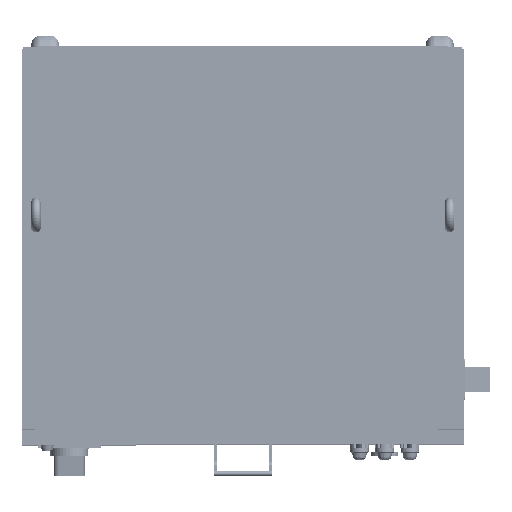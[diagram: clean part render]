
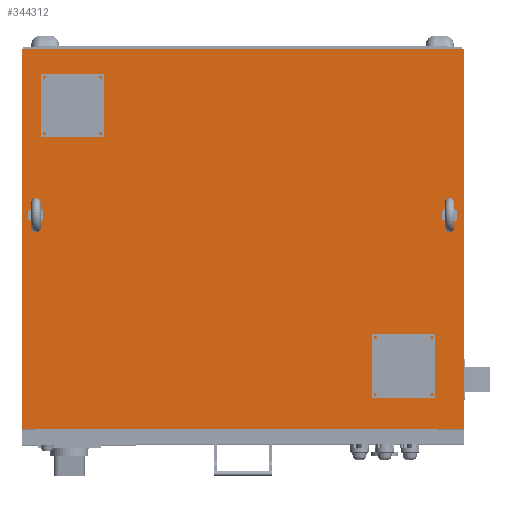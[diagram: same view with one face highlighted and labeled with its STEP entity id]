
A CAD part, top view. The second image highlights one B-rep face of the part: STEP entity #344312.
In plain terms, the highlighted planar face has unit normal (0, 0, 1).
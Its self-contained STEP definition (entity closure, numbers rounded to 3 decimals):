
#2341 = CARTESIAN_POINT ( 'NONE',  ( 295., -463., 1070. ) ) ;
#3675 = PLANE ( 'NONE',  #263634 ) ;
#4365 = EDGE_CURVE ( 'NONE', #96332, #237236, #293640, .T. ) ;
#11433 = CARTESIAN_POINT ( 'NONE',  ( -350., 0., 1070. ) ) ;
#17084 = ORIENTED_EDGE ( 'NONE', *, *, #64910, .T. ) ;
#23448 = EDGE_CURVE ( 'NONE', #204290, #230808, #178787, .T. ) ;
#28671 = CARTESIAN_POINT ( 'NONE',  ( 295., 0., 1070. ) ) ;
#30359 = ORIENTED_EDGE ( 'NONE', *, *, #66238, .T. ) ;
#34239 = VECTOR ( 'NONE', #339267, 1000. ) ;
#39801 = LINE ( 'NONE', #197759, #284614 ) ;
#40966 = LINE ( 'NONE', #98103, #316439 ) ;
#41367 = DIRECTION ( 'NONE',  ( 0., -1., 0. ) ) ;
#49820 = CARTESIAN_POINT ( 'NONE',  ( -310., 0., 1070. ) ) ;
#53645 = ORIENTED_EDGE ( 'NONE', *, *, #73720, .F. ) ;
#53841 = CARTESIAN_POINT ( 'NONE',  ( -350., 0., 1070. ) ) ;
#53897 = CARTESIAN_POINT ( 'NONE',  ( -310., -50., 1070. ) ) ;
#58352 = VECTOR ( 'NONE', #306453, 1000. ) ;
#64910 = EDGE_CURVE ( 'NONE', #334159, #131556, #267970, .T. ) ;
#66238 = EDGE_CURVE ( 'NONE', #169456, #95660, #349339, .T. ) ;
#73720 = EDGE_CURVE ( 'NONE', #175589, #87650, #356129, .T. ) ;
#74073 = CARTESIAN_POINT ( 'NONE',  ( 350., 0., 1070. ) ) ;
#75900 = ORIENTED_EDGE ( 'NONE', *, *, #87792, .T. ) ;
#78909 = DIRECTION ( 'NONE',  ( 1., 0., 0. ) ) ;
#83763 = CARTESIAN_POINT ( 'NONE',  ( 350., -603., 1070. ) ) ;
#87650 = VERTEX_POINT ( 'NONE', #11433 ) ;
#87792 = EDGE_CURVE ( 'NONE', #131556, #204290, #40966, .T. ) ;
#88793 = LINE ( 'NONE', #83763, #58352 ) ;
#95660 = VERTEX_POINT ( 'NONE', #329613 ) ;
#96332 = VERTEX_POINT ( 'NONE', #53897 ) ;
#98103 = CARTESIAN_POINT ( 'NONE',  ( 215., 0., 1070. ) ) ;
#99840 = LINE ( 'NONE', #251981, #362658 ) ;
#105841 = DIRECTION ( 'NONE',  ( -1., 0., 0. ) ) ;
#107076 = VERTEX_POINT ( 'NONE', #74073 ) ;
#114884 = DIRECTION ( 'NONE',  ( 0., 0., -1. ) ) ;
#117094 = CARTESIAN_POINT ( 'NONE',  ( 350., -603., 1070. ) ) ;
#120895 = EDGE_CURVE ( 'NONE', #230808, #334159, #226575, .T. ) ;
#131556 = VERTEX_POINT ( 'NONE', #240852 ) ;
#136402 = ORIENTED_EDGE ( 'NONE', *, *, #218289, .T. ) ;
#139376 = CARTESIAN_POINT ( 'NONE',  ( 295., -543., 1070. ) ) ;
#155792 = CARTESIAN_POINT ( 'NONE',  ( 0., -543., 1070. ) ) ;
#159465 = ORIENTED_EDGE ( 'NONE', *, *, #303937, .F. ) ;
#169456 = VERTEX_POINT ( 'NONE', #258737 ) ;
#169943 = CARTESIAN_POINT ( 'NONE',  ( 0., 0., 1070. ) ) ;
#175589 = VERTEX_POINT ( 'NONE', #306431 ) ;
#178787 = LINE ( 'NONE', #240463, #345303 ) ;
#197759 = CARTESIAN_POINT ( 'NONE',  ( -330., 0., 1070. ) ) ;
#197806 = VECTOR ( 'NONE', #41367, 1000. ) ;
#204290 = VERTEX_POINT ( 'NONE', #227850 ) ;
#208749 = CARTESIAN_POINT ( 'NONE',  ( -230., 0., 1070. ) ) ;
#213855 = FACE_BOUND ( 'NONE', #343625, .T. ) ;
#215725 = VECTOR ( 'NONE', #249297, 1000. ) ;
#218289 = EDGE_CURVE ( 'NONE', #107076, #87650, #39801, .T. ) ;
#226575 = LINE ( 'NONE', #28671, #34239 ) ;
#227850 = CARTESIAN_POINT ( 'NONE',  ( 215., -463., 1070. ) ) ;
#230808 = VERTEX_POINT ( 'NONE', #2341 ) ;
#236893 = DIRECTION ( 'NONE',  ( 1., 0., 0. ) ) ;
#237236 = VERTEX_POINT ( 'NONE', #345005 ) ;
#238595 = DIRECTION ( 'NONE',  ( 0., 1., 0. ) ) ;
#238767 = VECTOR ( 'NONE', #277121, 1000. ) ;
#239183 = ORIENTED_EDGE ( 'NONE', *, *, #297825, .F. ) ;
#240463 = CARTESIAN_POINT ( 'NONE',  ( 0., -463., 1070. ) ) ;
#240578 = ORIENTED_EDGE ( 'NONE', *, *, #120895, .T. ) ;
#240852 = CARTESIAN_POINT ( 'NONE',  ( 215., -543., 1070. ) ) ;
#245250 = EDGE_CURVE ( 'NONE', #95660, #96332, #313436, .T. ) ;
#245868 = ORIENTED_EDGE ( 'NONE', *, *, #282808, .T. ) ;
#246287 = CARTESIAN_POINT ( 'NONE',  ( 0., -50., 1070. ) ) ;
#249297 = DIRECTION ( 'NONE',  ( 0., 1., 0. ) ) ;
#251981 = CARTESIAN_POINT ( 'NONE',  ( 350., -603., 1070. ) ) ;
#258210 = ORIENTED_EDGE ( 'NONE', *, *, #23448, .T. ) ;
#258737 = CARTESIAN_POINT ( 'NONE',  ( -230., -130., 1070. ) ) ;
#263634 = AXIS2_PLACEMENT_3D ( 'NONE', #169943, #114884, #284905 ) ;
#266114 = EDGE_LOOP ( 'NONE', ( #53645, #159465, #239183, #136402 ) ) ;
#267970 = LINE ( 'NONE', #155792, #311962 ) ;
#269456 = DIRECTION ( 'NONE',  ( -1., 0., 0. ) ) ;
#277121 = DIRECTION ( 'NONE',  ( 0., 1., 0. ) ) ;
#282808 = EDGE_CURVE ( 'NONE', #237236, #169456, #346918, .T. ) ;
#283470 = VECTOR ( 'NONE', #105841, 1000. ) ;
#284614 = VECTOR ( 'NONE', #313998, 1000. ) ;
#284905 = DIRECTION ( 'NONE',  ( 0., 1., 0. ) ) ;
#288925 = ORIENTED_EDGE ( 'NONE', *, *, #4365, .T. ) ;
#293640 = LINE ( 'NONE', #246287, #315490 ) ;
#297178 = FACE_OUTER_BOUND ( 'NONE', #266114, .T. ) ;
#297762 = EDGE_LOOP ( 'NONE', ( #258210, #240578, #17084, #75900 ) ) ;
#297825 = EDGE_CURVE ( 'NONE', #107076, #338028, #99840, .T. ) ;
#303937 = EDGE_CURVE ( 'NONE', #338028, #175589, #88793, .T. ) ;
#306431 = CARTESIAN_POINT ( 'NONE',  ( -350., -603., 1070. ) ) ;
#306453 = DIRECTION ( 'NONE',  ( -1., 0., 0. ) ) ;
#311962 = VECTOR ( 'NONE', #269456, 1000. ) ;
#313436 = LINE ( 'NONE', #49820, #238767 ) ;
#313998 = DIRECTION ( 'NONE',  ( -1., 0., 0. ) ) ;
#315490 = VECTOR ( 'NONE', #78909, 1000. ) ;
#316439 = VECTOR ( 'NONE', #238595, 1000. ) ;
#319225 = ORIENTED_EDGE ( 'NONE', *, *, #245250, .T. ) ;
#329613 = CARTESIAN_POINT ( 'NONE',  ( -310., -130., 1070. ) ) ;
#332314 = CARTESIAN_POINT ( 'NONE',  ( 0., -130., 1070. ) ) ;
#334159 = VERTEX_POINT ( 'NONE', #139376 ) ;
#334209 = DIRECTION ( 'NONE',  ( 0., -1., 0. ) ) ;
#336583 = FACE_BOUND ( 'NONE', #297762, .T. ) ;
#338028 = VERTEX_POINT ( 'NONE', #117094 ) ;
#339267 = DIRECTION ( 'NONE',  ( 0., -1., 0. ) ) ;
#343625 = EDGE_LOOP ( 'NONE', ( #319225, #288925, #245868, #30359 ) ) ;
#344312 = ADVANCED_FACE ( 'NONE', ( #336583, #213855, #297178 ), #3675, .F. ) ;
#345005 = CARTESIAN_POINT ( 'NONE',  ( -230., -50., 1070. ) ) ;
#345303 = VECTOR ( 'NONE', #236893, 1000. ) ;
#346918 = LINE ( 'NONE', #208749, #197806 ) ;
#349339 = LINE ( 'NONE', #332314, #283470 ) ;
#356129 = LINE ( 'NONE', #53841, #215725 ) ;
#362658 = VECTOR ( 'NONE', #334209, 1000. ) ;
